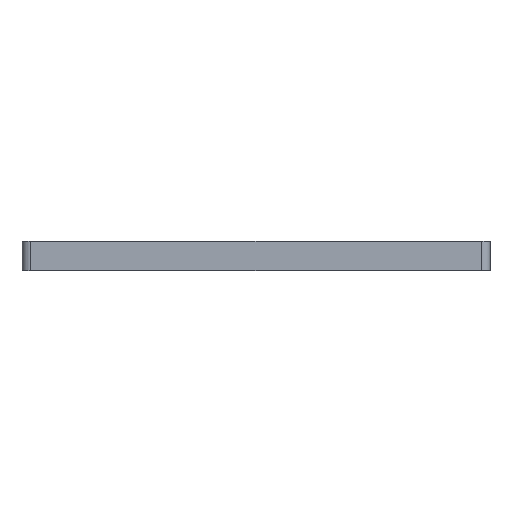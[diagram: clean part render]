
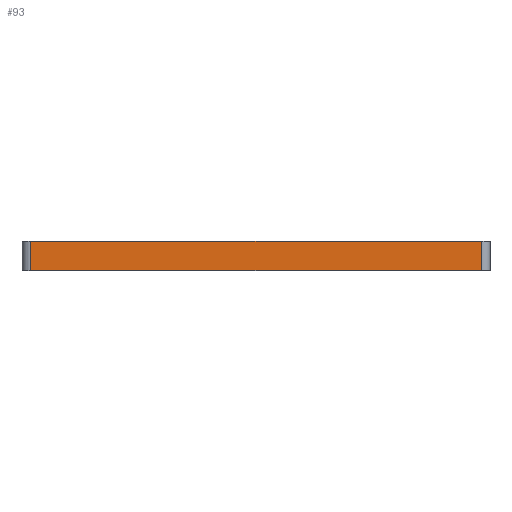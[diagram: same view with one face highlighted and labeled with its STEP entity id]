
A CAD part, top view. The second image highlights one B-rep face of the part: STEP entity #93.
In plain terms, the highlighted planar face has unit normal (0, 0, 1).
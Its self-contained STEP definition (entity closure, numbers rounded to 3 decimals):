
#93=ADVANCED_FACE('',(#399),#401,.T.);
#399=FACE_BOUND('',#400,.T.);
#400=EDGE_LOOP('',(#717,#718,#719,#720));
#401=PLANE('',#402);
#402=AXIS2_PLACEMENT_3D('',#403,#404,#405);
#403=CARTESIAN_POINT('',(-152.187,-5.,36.223));
#404=DIRECTION('',(0.,0.,1.));
#405=DIRECTION('',(1.,0.,0.));
#717=ORIENTED_EDGE('',*,*,#892,.F.);
#718=ORIENTED_EDGE('',*,*,#766,.T.);
#719=ORIENTED_EDGE('',*,*,#893,.T.);
#720=ORIENTED_EDGE('',*,*,#812,.F.);
#766=EDGE_CURVE('',#920,#918,#921,.T.);
#812=EDGE_CURVE('',#1010,#1012,#1013,.T.);
#892=EDGE_CURVE('',#920,#1010,#1132,.T.);
#893=EDGE_CURVE('',#918,#1012,#1133,.T.);
#918=VERTEX_POINT('',#1177);
#920=VERTEX_POINT('',#1182);
#921=LINE('',#1183,#1184);
#1010=VERTEX_POINT('',#1384);
#1012=VERTEX_POINT('',#1389);
#1013=LINE('',#1390,#1391);
#1132=LINE('',#1688,#1689);
#1133=LINE('',#1691,#1692);
#1177=CARTESIAN_POINT('',(4.813,-5.,36.223));
#1182=CARTESIAN_POINT('',(-149.187,-5.,36.223));
#1183=CARTESIAN_POINT('',(-149.187,-5.,36.223));
#1184=VECTOR('',#1185,1.);
#1185=DIRECTION('',(1.,0.,0.));
#1384=CARTESIAN_POINT('',(-149.187,5.,36.223));
#1389=CARTESIAN_POINT('',(4.813,5.,36.223));
#1390=CARTESIAN_POINT('',(-149.187,5.,36.223));
#1391=VECTOR('',#1392,1.);
#1392=DIRECTION('',(1.,0.,0.));
#1688=CARTESIAN_POINT('',(-149.187,-5.,36.223));
#1689=VECTOR('',#1690,1.);
#1690=DIRECTION('',(0.,1.,0.));
#1691=CARTESIAN_POINT('',(4.813,-5.,36.223));
#1692=VECTOR('',#1693,1.);
#1693=DIRECTION('',(0.,1.,0.));
